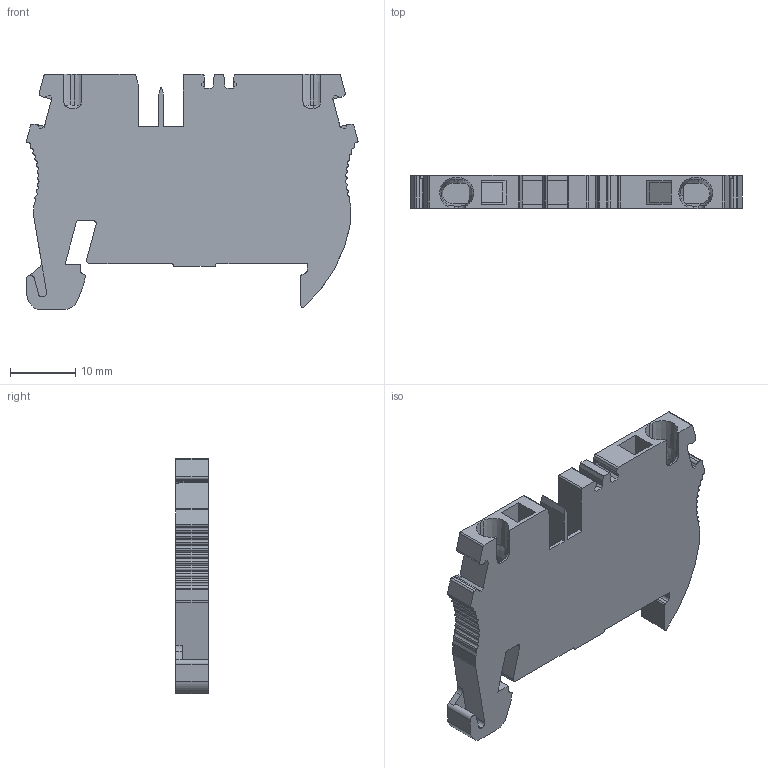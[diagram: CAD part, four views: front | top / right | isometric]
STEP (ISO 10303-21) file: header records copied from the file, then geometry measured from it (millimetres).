
FILE_DESCRIPTION(/* description */ ('Unknown'),/* implementation_level */ '2;1');
FILE_NAME(/* name */ 'SGQ2_5_3D_MODEL',/* time_stamp */ '2021-04-27T09:51:26+05:00',/* author */ ('Unknown'),/* organization */ ('Unknown'),/* preprocessor_version */ 'ST-DEVELOPER v16.7',/* originating_system */ 'DEX',/* authorisation */ $);
FILE_SCHEMA (('AUTOMOTIVE_DESIGN {1 0 10303 214 3 1 1}'));
Length unit declared in the file: millimetre
Products named in the file (1): SGQ2_5_3D_MODEL
Bounding box: 50.82 x 5 x 36 mm (x, y, z)
Volume: 5906.4 mm3; surface area: 4860.1 mm2
Topology: 1 solids, 1 shells, 252 faces, 760 edges, 512 vertices
Faces by surface type: plane 131, cylinder 110, cone 7, bspline 4
Entity records: 9028 total; most frequent: CARTESIAN_POINT 1984, ORIENTED_EDGE 1520, DIRECTION 1469, EDGE_CURVE 760, VERTEX_POINT 512, AXIS2_PLACEMENT_3D 492, LINE 485, VECTOR 485
